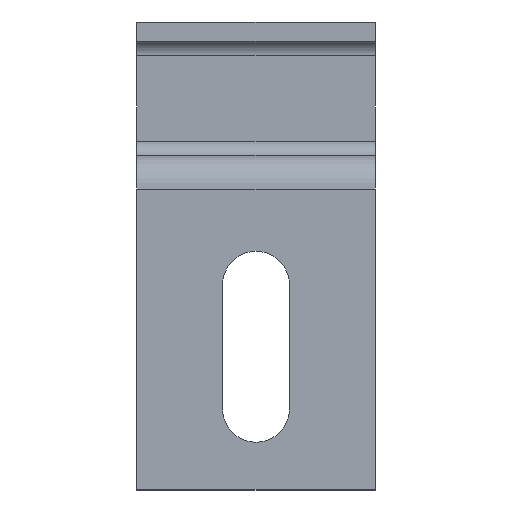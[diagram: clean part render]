
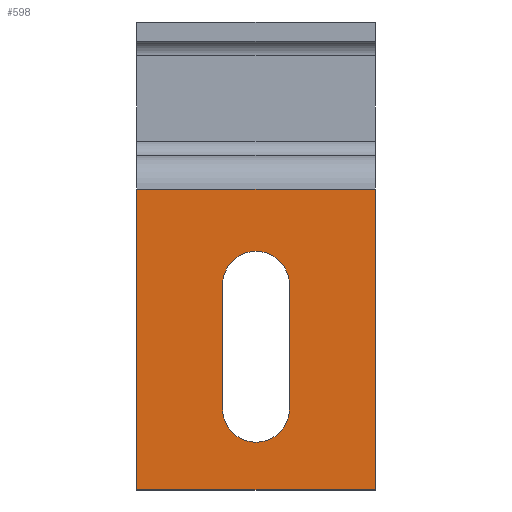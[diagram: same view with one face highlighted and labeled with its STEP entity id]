
A CAD part, front view. The second image highlights one B-rep face of the part: STEP entity #598.
In plain terms, the highlighted planar face has unit normal (0, -1, 0).
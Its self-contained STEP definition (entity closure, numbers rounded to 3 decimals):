
#26 = CARTESIAN_POINT ( 'NONE',  ( 0., -51.5, -26.5 ) ) ;
#53 = DIRECTION ( 'NONE',  ( 0., 0., 1. ) ) ;
#58 = EDGE_CURVE ( 'NONE', #865, #110, #684, .T. ) ;
#69 = AXIS2_PLACEMENT_3D ( 'NONE', #26, #252, #941 ) ;
#82 = ORIENTED_EDGE ( 'NONE', *, *, #140, .T. ) ;
#91 = CARTESIAN_POINT ( 'NONE',  ( 12.5, -51.5, -3.5 ) ) ;
#110 = VERTEX_POINT ( 'NONE', #905 ) ;
#128 = VERTEX_POINT ( 'NONE', #826 ) ;
#131 = CARTESIAN_POINT ( 'NONE',  ( 3.5, -51.5, 0. ) ) ;
#135 = LINE ( 'NONE', #309, #439 ) ;
#136 = VERTEX_POINT ( 'NONE', #918 ) ;
#139 = EDGE_LOOP ( 'NONE', ( #716, #893, #595, #712, #855 ) ) ;
#140 = EDGE_CURVE ( 'NONE', #128, #355, #135, .T. ) ;
#146 = VERTEX_POINT ( 'NONE', #297 ) ;
#184 = CARTESIAN_POINT ( 'NONE',  ( 0., -51.5, 0. ) ) ;
#194 = CARTESIAN_POINT ( 'NONE',  ( 0., -51.5, -13.5 ) ) ;
#205 = EDGE_CURVE ( 'NONE', #843, #146, #247, .T. ) ;
#240 = EDGE_CURVE ( 'NONE', #843, #128, #653, .T. ) ;
#244 = ORIENTED_EDGE ( 'NONE', *, *, #936, .T. ) ;
#247 = LINE ( 'NONE', #91, #347 ) ;
#252 = DIRECTION ( 'NONE',  ( 0., 1., 0. ) ) ;
#253 = AXIS2_PLACEMENT_3D ( 'NONE', #194, #268, #873 ) ;
#256 = DIRECTION ( 'NONE',  ( 0., 1., 0. ) ) ;
#259 = EDGE_CURVE ( 'NONE', #626, #136, #509, .T. ) ;
#268 = DIRECTION ( 'NONE',  ( 0., 1., 0. ) ) ;
#272 = EDGE_LOOP ( 'NONE', ( #697, #838, #82, #244 ) ) ;
#297 = CARTESIAN_POINT ( 'NONE',  ( 12.5, -51.5, -3.5 ) ) ;
#309 = CARTESIAN_POINT ( 'NONE',  ( 0., -51.5, -35. ) ) ;
#331 = FACE_OUTER_BOUND ( 'NONE', #272, .T. ) ;
#342 = DIRECTION ( 'NONE',  ( 0., 0., -1. ) ) ;
#347 = VECTOR ( 'NONE', #795, 1000. ) ;
#349 = DIRECTION ( 'NONE',  ( 0., 0., 1. ) ) ;
#355 = VERTEX_POINT ( 'NONE', #507 ) ;
#362 = CARTESIAN_POINT ( 'NONE',  ( -3.5, -51.5, 0. ) ) ;
#372 = EDGE_CURVE ( 'NONE', #136, #395, #431, .T. ) ;
#395 = VERTEX_POINT ( 'NONE', #812 ) ;
#398 = VECTOR ( 'NONE', #982, 1000. ) ;
#408 = EDGE_CURVE ( 'NONE', #110, #626, #733, .T. ) ;
#413 = PLANE ( 'NONE',  #578 ) ;
#431 = LINE ( 'NONE', #362, #824 ) ;
#439 = VECTOR ( 'NONE', #988, 1000. ) ;
#473 = DIRECTION ( 'NONE',  ( 0., 0., 1. ) ) ;
#486 = FACE_BOUND ( 'NONE', #139, .T. ) ;
#498 = VECTOR ( 'NONE', #937, 1000. ) ;
#507 = CARTESIAN_POINT ( 'NONE',  ( 12.5, -51.5, -35. ) ) ;
#509 = CIRCLE ( 'NONE', #69, 3.5 ) ;
#555 = LINE ( 'NONE', #638, #498 ) ;
#578 = AXIS2_PLACEMENT_3D ( 'NONE', #184, #256, #473 ) ;
#584 = CARTESIAN_POINT ( 'NONE',  ( -12.5, -51.5, -3.5 ) ) ;
#595 = ORIENTED_EDGE ( 'NONE', *, *, #372, .T. ) ;
#598 = ADVANCED_FACE ( 'NONE', ( #486, #331 ), #413, .F. ) ;
#626 = VERTEX_POINT ( 'NONE', #640 ) ;
#638 = CARTESIAN_POINT ( 'NONE',  ( 12.5, -51.5, 0. ) ) ;
#640 = CARTESIAN_POINT ( 'NONE',  ( 3.5, -51.5, -26.5 ) ) ;
#653 = LINE ( 'NONE', #724, #946 ) ;
#684 = CIRCLE ( 'NONE', #253, 3.5 ) ;
#697 = ORIENTED_EDGE ( 'NONE', *, *, #205, .F. ) ;
#712 = ORIENTED_EDGE ( 'NONE', *, *, #784, .T. ) ;
#716 = ORIENTED_EDGE ( 'NONE', *, *, #408, .T. ) ;
#724 = CARTESIAN_POINT ( 'NONE',  ( -12.5, -51.5, 0. ) ) ;
#725 = CARTESIAN_POINT ( 'NONE',  ( 0., -51.5, -13.5 ) ) ;
#732 = DIRECTION ( 'NONE',  ( 0., 1., 0. ) ) ;
#733 = LINE ( 'NONE', #131, #398 ) ;
#741 = CARTESIAN_POINT ( 'NONE',  ( 0., -51.5, -10. ) ) ;
#784 = EDGE_CURVE ( 'NONE', #395, #865, #894, .T. ) ;
#786 = AXIS2_PLACEMENT_3D ( 'NONE', #725, #732, #349 ) ;
#795 = DIRECTION ( 'NONE',  ( 1., 0., 0. ) ) ;
#812 = CARTESIAN_POINT ( 'NONE',  ( -3.5, -51.5, -13.5 ) ) ;
#824 = VECTOR ( 'NONE', #53, 1000. ) ;
#826 = CARTESIAN_POINT ( 'NONE',  ( -12.5, -51.5, -35. ) ) ;
#838 = ORIENTED_EDGE ( 'NONE', *, *, #240, .T. ) ;
#843 = VERTEX_POINT ( 'NONE', #584 ) ;
#855 = ORIENTED_EDGE ( 'NONE', *, *, #58, .T. ) ;
#865 = VERTEX_POINT ( 'NONE', #741 ) ;
#873 = DIRECTION ( 'NONE',  ( 0., 0., 1. ) ) ;
#893 = ORIENTED_EDGE ( 'NONE', *, *, #259, .T. ) ;
#894 = CIRCLE ( 'NONE', #786, 3.5 ) ;
#905 = CARTESIAN_POINT ( 'NONE',  ( 3.5, -51.5, -13.5 ) ) ;
#918 = CARTESIAN_POINT ( 'NONE',  ( -3.5, -51.5, -26.5 ) ) ;
#936 = EDGE_CURVE ( 'NONE', #355, #146, #555, .T. ) ;
#937 = DIRECTION ( 'NONE',  ( 0., 0., 1. ) ) ;
#941 = DIRECTION ( 'NONE',  ( 0., 0., 1. ) ) ;
#946 = VECTOR ( 'NONE', #342, 1000. ) ;
#982 = DIRECTION ( 'NONE',  ( 0., 0., -1. ) ) ;
#988 = DIRECTION ( 'NONE',  ( 1., 0., 0. ) ) ;
